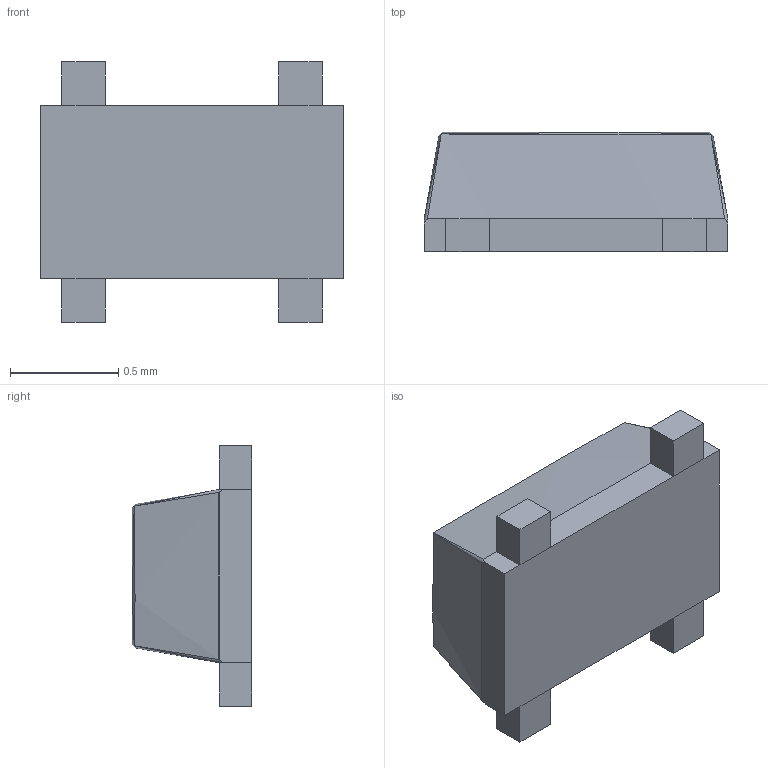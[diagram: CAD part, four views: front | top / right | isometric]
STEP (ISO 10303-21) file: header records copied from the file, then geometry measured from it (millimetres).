
FILE_DESCRIPTION (( 'STEP AP214' ), '1' );
FILE_NAME ('TSFP-4.STEP', '2016-03-13T08:13:20', ( '' ), ( '' ), 'SwSTEP 2.0', 'SolidWorks 2015', '' );
FILE_SCHEMA (( 'AUTOMOTIVE_DESIGN' ));
Length unit declared in the file: millimetre
Products named in the file (1): TSFP-4
Bounding box: 1.4 x 0.55 x 1.2 mm (x, y, z)
Volume: 0.6 mm3; surface area: 4.8 mm2
Topology: 1 solids, 1 shells, 44 faces, 100 edges, 56 vertices
Faces by surface type: plane 34, cylinder 10
Entity records: 1680 total; most frequent: CARTESIAN_POINT 235, ORIENTED_EDGE 196, DIRECTION 176, EDGE_CURVE 98, VECTOR 86, LINE 86, VERTEX_POINT 56, UNCERTAINTY_MEASURE_WITH_UNIT 47
